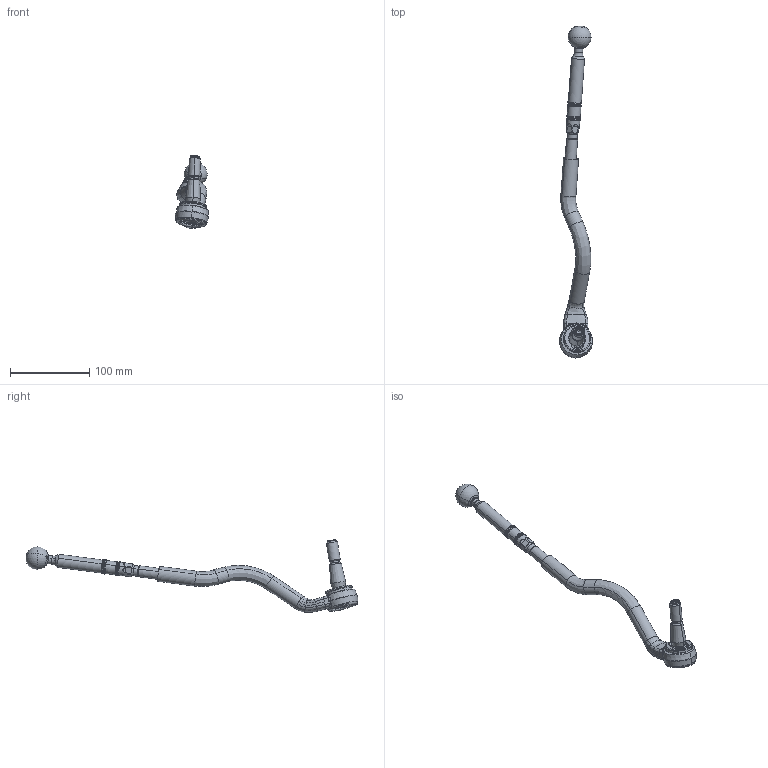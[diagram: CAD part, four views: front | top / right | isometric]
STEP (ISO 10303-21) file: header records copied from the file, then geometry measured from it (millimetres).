
FILE_DESCRIPTION(('STEP AP214'),'1');
FILE_NAME('STEPsample04.stp','2009-09-04T14:36:16',('Craig.Dennis'),('TransMagic, Inc.'),'TMR8sp2','TransMagic R8',' ');
FILE_SCHEMA(('automotive_design'));
Length unit declared in the file: inch
Products named in the file (3): Angle Change 1; Angle Change 2; Angle Change 3
Bounding box: 41.7 x 417.93 x 91.61 mm (x, y, z)
Volume: 144444.6 mm3; surface area: 37335.6 mm2
Topology: 3 solids, 3 shells, 302 faces, 733 edges, 435 vertices
Faces by surface type: torus 98, bspline 62, cylinder 52, cone 49, plane 29, sphere 12
Entity records: 14768 total; most frequent: CARTESIAN_POINT 5716, ORIENTED_EDGE 1454, DIRECTION 1291, EDGE_CURVE 727, AXIS2_PLACEMENT_3D 583, VERTEX_POINT 435, CIRCLE 340, EDGE_LOOP 308
